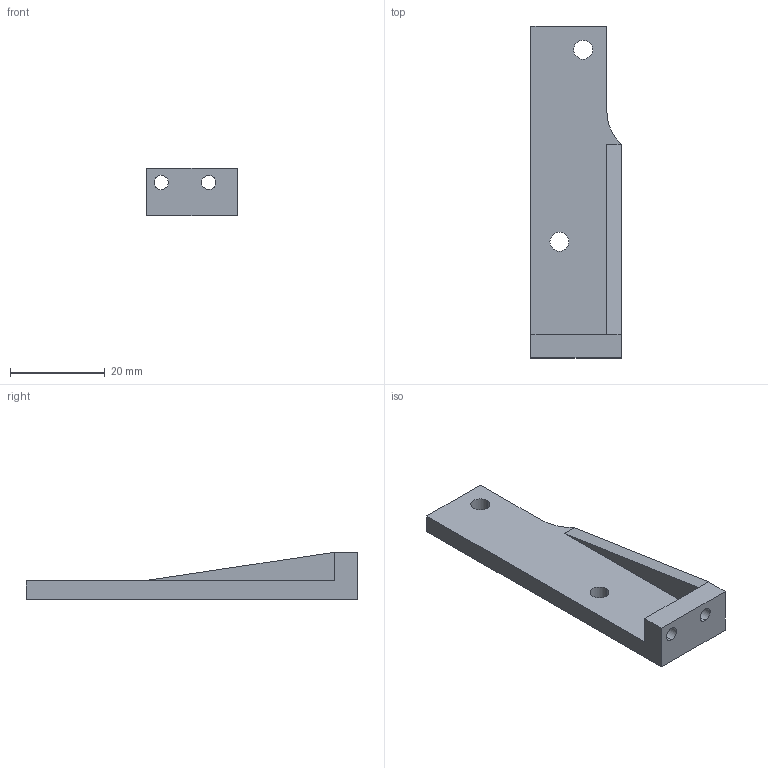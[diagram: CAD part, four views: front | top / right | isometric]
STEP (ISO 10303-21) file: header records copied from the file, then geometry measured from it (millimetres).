
FILE_DESCRIPTION (( 'STEP AP214' ), '1' );
FILE_NAME ('賑謫2蟀諉啣2.0衵.STEP', '2023-01-07T03:22:53', ( '' ), ( '' ), 'SwSTEP 2.0', 'SolidWorks 2021', '' );
FILE_SCHEMA (( 'AUTOMOTIVE_DESIGN' ));
Length unit declared in the file: millimetre
Products named in the file (1): 賑謫2蟀諉啣2.0衵
Bounding box: 19 x 70 x 10 mm (x, y, z)
Volume: 5784.6 mm3; surface area: 3861.7 mm2
Topology: 1 solids, 1 shells, 23 faces, 58 edges, 38 vertices
Faces by surface type: plane 12, cylinder 11
Entity records: 748 total; most frequent: DIRECTION 128, CARTESIAN_POINT 120, ORIENTED_EDGE 116, EDGE_CURVE 58, AXIS2_PLACEMENT_3D 46, VERTEX_POINT 38, VECTOR 36, LINE 36
